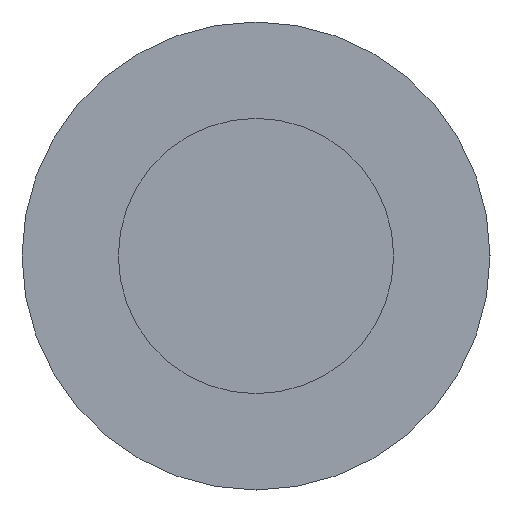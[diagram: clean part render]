
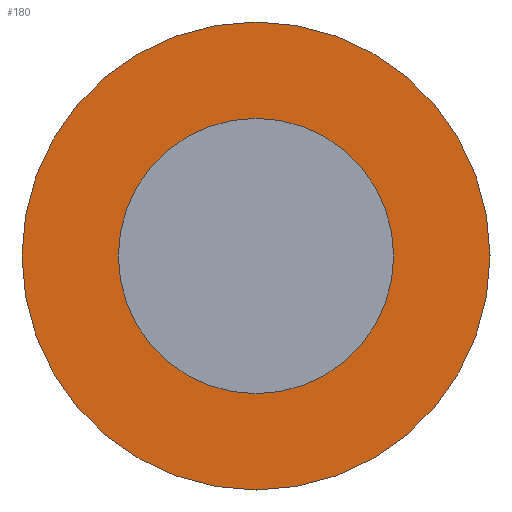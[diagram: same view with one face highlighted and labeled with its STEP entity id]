
A CAD part, front view. The second image highlights one B-rep face of the part: STEP entity #180.
In plain terms, the highlighted planar face has unit normal (0, -1, 0).
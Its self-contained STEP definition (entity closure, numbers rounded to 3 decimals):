
#4 = PLANE ( 'NONE',  #393 ) ;
#17 = DIRECTION ( 'NONE',  ( 0., 0., 1. ) ) ;
#19 = EDGE_LOOP ( 'NONE', ( #326, #469 ) ) ;
#32 = EDGE_CURVE ( 'NONE', #286, #276, #93, .T. ) ;
#37 = FACE_OUTER_BOUND ( 'NONE', #281, .T. ) ;
#41 = DIRECTION ( 'NONE',  ( 0., 0., 1. ) ) ;
#54 = CIRCLE ( 'NONE', #328, 50. ) ;
#84 = DIRECTION ( 'NONE',  ( 0., 1., 0. ) ) ;
#93 = CIRCLE ( 'NONE', #214, 50. ) ;
#112 = CARTESIAN_POINT ( 'NONE',  ( 0., 50., 0. ) ) ;
#120 = DIRECTION ( 'NONE',  ( 0., 0., 1. ) ) ;
#121 = DIRECTION ( 'NONE',  ( 0., 1., 0. ) ) ;
#129 = EDGE_CURVE ( 'NONE', #244, #176, #241, .T. ) ;
#146 = FACE_BOUND ( 'NONE', #19, .T. ) ;
#150 = CARTESIAN_POINT ( 'NONE',  ( 0., 50., 85. ) ) ;
#159 = AXIS2_PLACEMENT_3D ( 'NONE', #456, #379, #264 ) ;
#176 = VERTEX_POINT ( 'NONE', #304 ) ;
#180 = ADVANCED_FACE ( 'NONE', ( #146, #37 ), #4, .F. ) ;
#187 = CARTESIAN_POINT ( 'NONE',  ( 0., 50., 0. ) ) ;
#196 = DIRECTION ( 'NONE',  ( 0., 0., 1. ) ) ;
#214 = AXIS2_PLACEMENT_3D ( 'NONE', #359, #330, #196 ) ;
#241 = CIRCLE ( 'NONE', #159, 85. ) ;
#244 = VERTEX_POINT ( 'NONE', #150 ) ;
#252 = ORIENTED_EDGE ( 'NONE', *, *, #392, .F. ) ;
#253 = AXIS2_PLACEMENT_3D ( 'NONE', #349, #84, #17 ) ;
#257 = DIRECTION ( 'NONE',  ( 0., 1., 0. ) ) ;
#264 = DIRECTION ( 'NONE',  ( 0., 0., 1. ) ) ;
#276 = VERTEX_POINT ( 'NONE', #477 ) ;
#281 = EDGE_LOOP ( 'NONE', ( #252, #289 ) ) ;
#286 = VERTEX_POINT ( 'NONE', #375 ) ;
#289 = ORIENTED_EDGE ( 'NONE', *, *, #129, .F. ) ;
#300 = EDGE_CURVE ( 'NONE', #276, #286, #54, .T. ) ;
#304 = CARTESIAN_POINT ( 'NONE',  ( 0., 50., -85. ) ) ;
#306 = CIRCLE ( 'NONE', #253, 85. ) ;
#326 = ORIENTED_EDGE ( 'NONE', *, *, #300, .T. ) ;
#328 = AXIS2_PLACEMENT_3D ( 'NONE', #187, #257, #120 ) ;
#330 = DIRECTION ( 'NONE',  ( 0., 1., 0. ) ) ;
#349 = CARTESIAN_POINT ( 'NONE',  ( 0., 50., 0. ) ) ;
#359 = CARTESIAN_POINT ( 'NONE',  ( 0., 50., 0. ) ) ;
#375 = CARTESIAN_POINT ( 'NONE',  ( 0., 50., 50. ) ) ;
#379 = DIRECTION ( 'NONE',  ( 0., 1., 0. ) ) ;
#392 = EDGE_CURVE ( 'NONE', #176, #244, #306, .T. ) ;
#393 = AXIS2_PLACEMENT_3D ( 'NONE', #112, #121, #41 ) ;
#456 = CARTESIAN_POINT ( 'NONE',  ( 0., 50., 0. ) ) ;
#469 = ORIENTED_EDGE ( 'NONE', *, *, #32, .T. ) ;
#477 = CARTESIAN_POINT ( 'NONE',  ( 0., 50., -50. ) ) ;
